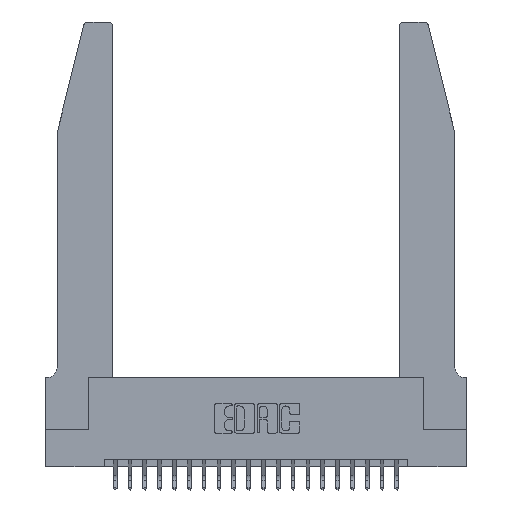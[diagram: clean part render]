
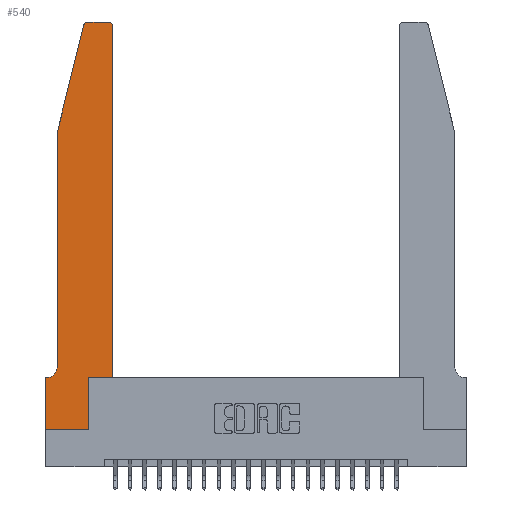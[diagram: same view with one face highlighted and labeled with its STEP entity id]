
A CAD part, top view. The second image highlights one B-rep face of the part: STEP entity #540.
In plain terms, the highlighted planar face has unit normal (0, 0, 1).
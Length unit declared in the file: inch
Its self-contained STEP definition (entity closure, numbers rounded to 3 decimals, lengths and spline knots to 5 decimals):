
#511 = EDGE_CURVE ( 'NONE', #16708, #7881, #1485, .T. ) ;
#540 = ADVANCED_FACE ( 'NONE', ( #6938 ), #11348, .T. ) ;
#880 = DIRECTION ( 'NONE',  ( 0., -1., 0. ) ) ;
#1004 = DIRECTION ( 'NONE',  ( 0., 1., 0. ) ) ;
#1485 = CIRCLE ( 'NONE', #18680, 0.03 ) ;
#1670 = EDGE_CURVE ( 'NONE', #16387, #11421, #2882, .T. ) ;
#1744 = VERTEX_POINT ( 'NONE', #23540 ) ;
#1933 = LINE ( 'NONE', #23355, #10805 ) ;
#2227 = CARTESIAN_POINT ( 'NONE',  ( 0., 0.35, 0.37 ) ) ;
#2544 = DIRECTION ( 'NONE',  ( 1., 0., 0. ) ) ;
#2616 = ORIENTED_EDGE ( 'NONE', *, *, #12895, .T. ) ;
#2882 = LINE ( 'NONE', #9806, #22884 ) ;
#3346 = DIRECTION ( 'NONE',  ( -1., 0., 0. ) ) ;
#3385 = ORIENTED_EDGE ( 'NONE', *, *, #11810, .T. ) ;
#3567 = CARTESIAN_POINT ( 'NONE',  ( 0.2865, 0.35, 0.37 ) ) ;
#3838 = CARTESIAN_POINT ( 'NONE',  ( 0., 0.35, 0.37 ) ) ;
#3933 = DIRECTION ( 'NONE',  ( 1., 0., 0. ) ) ;
#4008 = CARTESIAN_POINT ( 'NONE',  ( 0.284, 2.72, 0.37 ) ) ;
#4249 = VECTOR ( 'NONE', #9070, 39.37008 ) ;
#4332 = CIRCLE ( 'NONE', #19447, 0.03 ) ;
#4787 = EDGE_CURVE ( 'NONE', #8143, #1744, #9080, .T. ) ;
#5409 = LINE ( 'NONE', #10634, #10570 ) ;
#5689 = ORIENTED_EDGE ( 'NONE', *, *, #1670, .T. ) ;
#5720 = EDGE_LOOP ( 'NONE', ( #3385, #14406, #16410, #21057, #7122, #13209, #15770, #2616, #7210, #22219, #5689, #20127 ) ) ;
#5790 = LINE ( 'NONE', #22818, #6643 ) ;
#6175 = CARTESIAN_POINT ( 'NONE',  ( 0., 0., 0.37 ) ) ;
#6203 = CARTESIAN_POINT ( 'NONE',  ( 0.2865, 0., 0.37 ) ) ;
#6292 = CARTESIAN_POINT ( 'NONE',  ( 0.0755, 0.42, 0.37 ) ) ;
#6599 = DIRECTION ( 'NONE',  ( 0., -1., 0. ) ) ;
#6602 = LINE ( 'NONE', #8741, #14796 ) ;
#6643 = VECTOR ( 'NONE', #15730, 39.37008 ) ;
#6938 = FACE_OUTER_BOUND ( 'NONE', #5720, .T. ) ;
#7122 = ORIENTED_EDGE ( 'NONE', *, *, #17114, .T. ) ;
#7179 = CARTESIAN_POINT ( 'NONE',  ( 0.4205, 2.72, 0.37 ) ) ;
#7210 = ORIENTED_EDGE ( 'NONE', *, *, #4787, .T. ) ;
#7256 = DIRECTION ( 'NONE',  ( 1., 0., 0. ) ) ;
#7556 = EDGE_CURVE ( 'NONE', #10752, #15285, #19491, .T. ) ;
#7655 = CARTESIAN_POINT ( 'NONE',  ( 0.284, 2.75, 0.37 ) ) ;
#7788 = CIRCLE ( 'NONE', #17998, 0.07 ) ;
#7881 = VERTEX_POINT ( 'NONE', #23404 ) ;
#8143 = VERTEX_POINT ( 'NONE', #6203 ) ;
#8741 = CARTESIAN_POINT ( 'NONE',  ( 0.4505, 0.35, 0.37 ) ) ;
#9020 = LINE ( 'NONE', #6175, #15257 ) ;
#9070 = DIRECTION ( 'NONE',  ( 0., 1., 0. ) ) ;
#9080 = LINE ( 'NONE', #3567, #4249 ) ;
#9461 = CARTESIAN_POINT ( 'NONE',  ( 0.0055, 0.42, 0.37 ) ) ;
#9604 = DIRECTION ( 'NONE',  ( -1., 0., 0. ) ) ;
#9806 = CARTESIAN_POINT ( 'NONE',  ( 0.4505, 0.35, 0.37 ) ) ;
#10570 = VECTOR ( 'NONE', #3346, 39.37008 ) ;
#10634 = CARTESIAN_POINT ( 'NONE',  ( 0.2605, 2.75, 0.37 ) ) ;
#10752 = VERTEX_POINT ( 'NONE', #18313 ) ;
#10805 = VECTOR ( 'NONE', #14457, 39.37008 ) ;
#11348 = PLANE ( 'NONE',  #15286 ) ;
#11421 = VERTEX_POINT ( 'NONE', #19826 ) ;
#11810 = EDGE_CURVE ( 'NONE', #14425, #16708, #5409, .T. ) ;
#12300 = VERTEX_POINT ( 'NONE', #14248 ) ;
#12718 = DIRECTION ( 'NONE',  ( 1., 0., 0. ) ) ;
#12845 = CARTESIAN_POINT ( 'NONE',  ( 0.4505, 0.35, 0.37 ) ) ;
#12895 = EDGE_CURVE ( 'NONE', #12300, #8143, #1933, .T. ) ;
#13044 = DIRECTION ( 'NONE',  ( 0., 0., -1. ) ) ;
#13209 = ORIENTED_EDGE ( 'NONE', *, *, #17317, .T. ) ;
#13566 = CARTESIAN_POINT ( 'NONE',  ( 0.4205, 2.75, 0.37 ) ) ;
#13788 = EDGE_CURVE ( 'NONE', #16674, #12300, #9020, .T. ) ;
#14248 = CARTESIAN_POINT ( 'NONE',  ( 0., 0., 0.37 ) ) ;
#14406 = ORIENTED_EDGE ( 'NONE', *, *, #511, .T. ) ;
#14425 = VERTEX_POINT ( 'NONE', #13566 ) ;
#14457 = DIRECTION ( 'NONE',  ( 1., 0., 0. ) ) ;
#14796 = VECTOR ( 'NONE', #12718, 39.37008 ) ;
#14875 = LINE ( 'NONE', #20608, #17467 ) ;
#14969 = CARTESIAN_POINT ( 'NONE',  ( 0.0055, 0.35, 0.37 ) ) ;
#15030 = DIRECTION ( 'NONE',  ( 0., 0., 1. ) ) ;
#15257 = VECTOR ( 'NONE', #880, 39.37008 ) ;
#15285 = VERTEX_POINT ( 'NONE', #6292 ) ;
#15286 = AXIS2_PLACEMENT_3D ( 'NONE', #2227, #15030, #2544 ) ;
#15730 = DIRECTION ( 'NONE',  ( -1., 0., 0. ) ) ;
#15770 = ORIENTED_EDGE ( 'NONE', *, *, #13788, .T. ) ;
#16083 = EDGE_CURVE ( 'NONE', #7881, #10752, #14875, .T. ) ;
#16387 = VERTEX_POINT ( 'NONE', #12845 ) ;
#16410 = ORIENTED_EDGE ( 'NONE', *, *, #16083, .T. ) ;
#16674 = VERTEX_POINT ( 'NONE', #3838 ) ;
#16708 = VERTEX_POINT ( 'NONE', #7655 ) ;
#16884 = DIRECTION ( 'NONE',  ( -0.239, -0.971, 0. ) ) ;
#17114 = EDGE_CURVE ( 'NONE', #15285, #22530, #7788, .T. ) ;
#17317 = EDGE_CURVE ( 'NONE', #22530, #16674, #5790, .T. ) ;
#17467 = VECTOR ( 'NONE', #16884, 39.37008 ) ;
#17998 = AXIS2_PLACEMENT_3D ( 'NONE', #9461, #13044, #9604 ) ;
#18313 = CARTESIAN_POINT ( 'NONE',  ( 0.0755, 2., 0.37 ) ) ;
#18566 = EDGE_CURVE ( 'NONE', #1744, #16387, #6602, .T. ) ;
#18680 = AXIS2_PLACEMENT_3D ( 'NONE', #4008, #22201, #3933 ) ;
#19245 = CARTESIAN_POINT ( 'NONE',  ( 0.0755, 2., 0.37 ) ) ;
#19447 = AXIS2_PLACEMENT_3D ( 'NONE', #7179, #21757, #7256 ) ;
#19491 = LINE ( 'NONE', #19245, #20625 ) ;
#19826 = CARTESIAN_POINT ( 'NONE',  ( 0.4505, 2.72, 0.37 ) ) ;
#20127 = ORIENTED_EDGE ( 'NONE', *, *, #21725, .T. ) ;
#20608 = CARTESIAN_POINT ( 'NONE',  ( 0.0755, 2., 0.37 ) ) ;
#20625 = VECTOR ( 'NONE', #6599, 39.37008 ) ;
#21057 = ORIENTED_EDGE ( 'NONE', *, *, #7556, .T. ) ;
#21725 = EDGE_CURVE ( 'NONE', #11421, #14425, #4332, .T. ) ;
#21757 = DIRECTION ( 'NONE',  ( 0., 0., 1. ) ) ;
#22201 = DIRECTION ( 'NONE',  ( 0., 0., 1. ) ) ;
#22219 = ORIENTED_EDGE ( 'NONE', *, *, #18566, .T. ) ;
#22530 = VERTEX_POINT ( 'NONE', #14969 ) ;
#22818 = CARTESIAN_POINT ( 'NONE',  ( 0.0755, 0.35, 0.37 ) ) ;
#22884 = VECTOR ( 'NONE', #1004, 39.37008 ) ;
#23355 = CARTESIAN_POINT ( 'NONE',  ( 0., 0., 0.37 ) ) ;
#23404 = CARTESIAN_POINT ( 'NONE',  ( 0.25487, 2.72718, 0.37 ) ) ;
#23540 = CARTESIAN_POINT ( 'NONE',  ( 0.2865, 0.35, 0.37 ) ) ;
